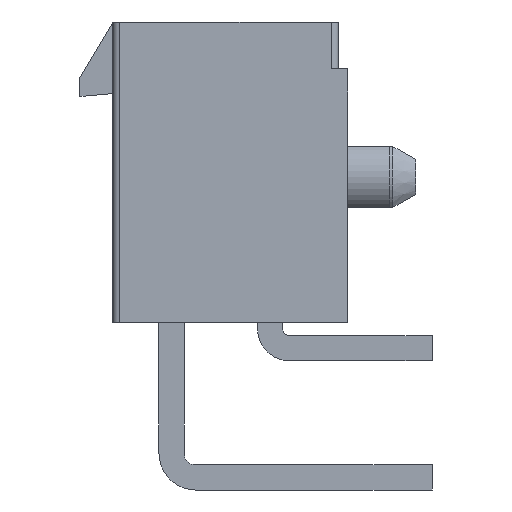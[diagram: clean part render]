
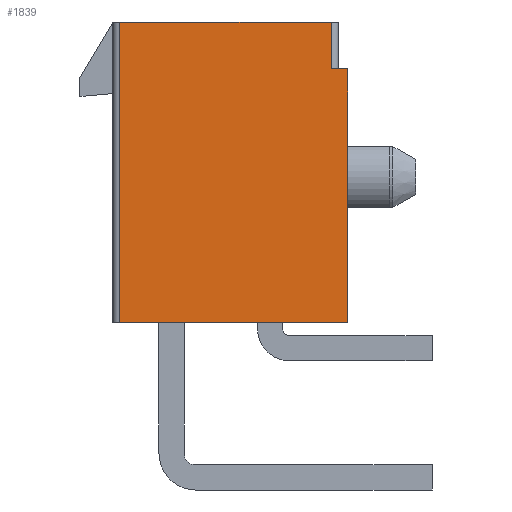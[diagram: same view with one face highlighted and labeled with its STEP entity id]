
A CAD part, left-side view. The second image highlights one B-rep face of the part: STEP entity #1839.
In plain terms, the highlighted planar face has unit normal (-1, 0, 0).
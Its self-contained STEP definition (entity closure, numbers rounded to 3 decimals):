
#26=DIRECTION('',(0.,1.,0.));
#27=VECTOR('',#26,9.);
#28=CARTESIAN_POINT('',(-4.8,0.7,0.));
#29=LINE('',#28,#27);
#151=DIRECTION('',(0.,0.,1.));
#152=VECTOR('',#151,12.8);
#153=CARTESIAN_POINT('',(-4.8,9.7,-12.8));
#154=LINE('',#153,#152);
#160=DIRECTION('',(0.,1.,0.));
#161=VECTOR('',#160,0.7);
#162=CARTESIAN_POINT('',(-4.8,0.,-2.));
#163=LINE('',#162,#161);
#164=DIRECTION('',(0.,1.,0.));
#165=VECTOR('',#164,9.7);
#166=CARTESIAN_POINT('',(-4.8,0.,-12.8));
#167=LINE('',#166,#165);
#168=DIRECTION('',(0.,0.,1.));
#169=VECTOR('',#168,2.);
#170=CARTESIAN_POINT('',(-4.8,0.7,-2.));
#171=LINE('',#170,#169);
#295=DIRECTION('',(0.,0.,1.));
#296=VECTOR('',#295,10.8);
#297=CARTESIAN_POINT('',(-4.8,0.,-12.8));
#298=LINE('',#297,#296);
#1453=CARTESIAN_POINT('',(-4.8,9.7,0.));
#1454=VERTEX_POINT('',#1453);
#1455=CARTESIAN_POINT('',(-4.8,9.7,-12.8));
#1456=VERTEX_POINT('',#1455);
#1457=CARTESIAN_POINT('',(-4.8,0.7,0.));
#1459=VERTEX_POINT('',#1457);
#1521=CARTESIAN_POINT('',(-4.8,0.,-12.8));
#1522=CARTESIAN_POINT('',(-4.8,0.,-2.));
#1523=VERTEX_POINT('',#1521);
#1524=VERTEX_POINT('',#1522);
#1535=CARTESIAN_POINT('',(-4.8,0.7,-2.));
#1536=VERTEX_POINT('',#1535);
#1822=CARTESIAN_POINT('',(-4.8,0.4,0.));
#1823=DIRECTION('',(-1.,0.,0.));
#1824=DIRECTION('',(0.,1.,0.));
#1825=AXIS2_PLACEMENT_3D('',#1822,#1823,#1824);
#1826=PLANE('',#1825);
#1828=ORIENTED_EDGE('',*,*,#1827,.F.);
#1830=ORIENTED_EDGE('',*,*,#1829,.F.);
#1832=ORIENTED_EDGE('',*,*,#1831,.F.);
#1834=ORIENTED_EDGE('',*,*,#1833,.T.);
#1835=ORIENTED_EDGE('',*,*,#1815,.T.);
#1836=ORIENTED_EDGE('',*,*,#1700,.F.);
#1837=EDGE_LOOP('',(#1828,#1830,#1832,#1834,#1835,#1836));
#1838=FACE_OUTER_BOUND('',#1837,.F.);
#1839=ADVANCED_FACE('',(#1838),#1826,.T.);
#1700=EDGE_CURVE('',#1459,#1454,#29,.T.);
#1815=EDGE_CURVE('',#1456,#1454,#154,.T.);
#1827=EDGE_CURVE('',#1536,#1459,#171,.T.);
#1829=EDGE_CURVE('',#1524,#1536,#163,.T.);
#1831=EDGE_CURVE('',#1523,#1524,#298,.T.);
#1833=EDGE_CURVE('',#1523,#1456,#167,.T.);
